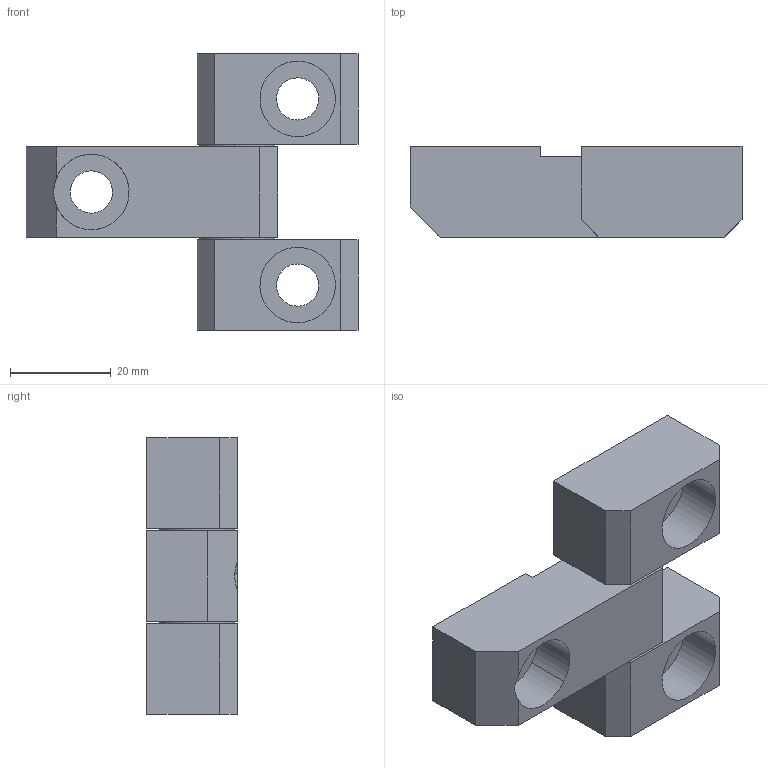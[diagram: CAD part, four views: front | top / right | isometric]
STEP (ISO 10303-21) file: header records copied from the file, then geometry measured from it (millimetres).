
FILE_DESCRIPTION((''),'2;1');
FILE_NAME('','2006-10-27T18:10:05',(''),(''),'','CADfix','');
FILE_SCHEMA(('AUTOMOTIVE_DESIGN'));
Length unit declared in the file: millimetre
Products named in the file (6): hinge pieces_A_mr; washer; shaft; hinge pieces_B; hinge pieces_A; TEH_1039_U13_4457_36
Assembly tree (6 placements, depth 2):
  TEH_1039_U13_4457_36
    hinge pieces_A_mr
    washer  x2
    shaft
    hinge pieces_B
    hinge pieces_A
Bounding box: 66 x 18 x 55 mm (x, y, z)
Volume: 28676.8 mm3; surface area: 13890.3 mm2
Topology: 6 solids, 6 shells, 66 faces, 204 edges, 154 vertices
Faces by surface type: bspline 66
Entity records: 2339 total; most frequent: CARTESIAN_POINT 1142, ORIENTED_EDGE 368, EDGE_CURVE 184, VERTEX_POINT 138, QUASI_UNIFORM_CURVE 88, EDGE_LOOP 74, FACE_OUTER_BOUND 60, ADVANCED_FACE 60
